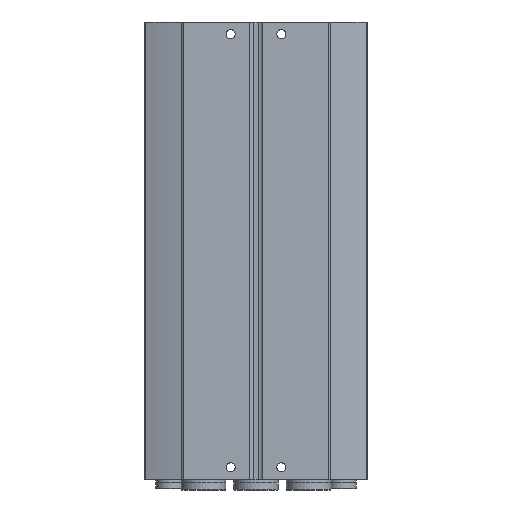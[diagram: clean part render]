
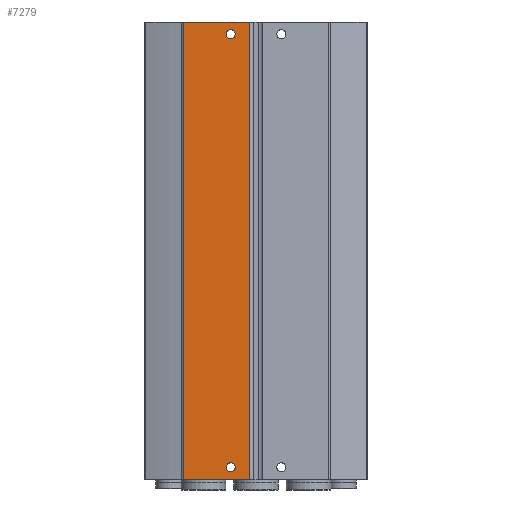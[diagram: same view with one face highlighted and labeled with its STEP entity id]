
A CAD part, front view. The second image highlights one B-rep face of the part: STEP entity #7279.
In plain terms, the highlighted planar face has unit normal (0, -1, 0).
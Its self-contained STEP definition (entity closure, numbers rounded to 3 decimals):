
#353=PLANE('',#7851);
#601=CIRCLE('',#7852,2.25);
#602=CIRCLE('',#7853,2.25);
#1157=ORIENTED_EDGE('',*,*,#2979,.F.);
#1158=ORIENTED_EDGE('',*,*,#2980,.F.);
#1159=ORIENTED_EDGE('',*,*,#2981,.F.);
#1160=ORIENTED_EDGE('',*,*,#2978,.F.);
#1161=ORIENTED_EDGE('',*,*,#2982,.T.);
#1162=ORIENTED_EDGE('',*,*,#2983,.T.);
#2978=EDGE_CURVE('',#3886,#3885,#4542,.T.);
#2979=EDGE_CURVE('',#3887,#3887,#601,.T.);
#2980=EDGE_CURVE('',#3888,#3888,#602,.T.);
#2981=EDGE_CURVE('',#3885,#3889,#4543,.T.);
#2982=EDGE_CURVE('',#3886,#3890,#4544,.T.);
#2983=EDGE_CURVE('',#3890,#3889,#4545,.T.);
#3885=VERTEX_POINT('',#11801);
#3886=VERTEX_POINT('',#11803);
#3887=VERTEX_POINT('',#11807);
#3888=VERTEX_POINT('',#11809);
#3889=VERTEX_POINT('',#11811);
#3890=VERTEX_POINT('',#11813);
#4542=LINE('',#11804,#4999);
#4543=LINE('',#11810,#5000);
#4544=LINE('',#11812,#5001);
#4545=LINE('',#11814,#5002);
#4999=VECTOR('',#8856,1000.);
#5000=VECTOR('',#8863,1000.);
#5001=VECTOR('',#8864,1000.);
#5002=VECTOR('',#8865,1000.);
#5471=EDGE_LOOP('',(#1157));
#5472=EDGE_LOOP('',(#1158));
#5473=EDGE_LOOP('',(#1159,#1160,#1161,#1162));
#6312=FACE_BOUND('',#5471,.T.);
#6313=FACE_BOUND('',#5472,.T.);
#6314=FACE_BOUND('',#5473,.T.);
#7279=ADVANCED_FACE('',(#6312,#6313,#6314),#353,.T.);
#7851=AXIS2_PLACEMENT_3D('',#11805,#8857,#8858);
#7852=AXIS2_PLACEMENT_3D('',#11806,#8859,#8860);
#7853=AXIS2_PLACEMENT_3D('',#11808,#8861,#8862);
#8856=DIRECTION('',(0.,0.,1.));
#8857=DIRECTION('',(0.,-1.,0.));
#8858=DIRECTION('',(0.,0.,-1.));
#8859=DIRECTION('',(0.,-1.,0.));
#8860=DIRECTION('',(0.,0.,-1.));
#8861=DIRECTION('',(0.,-1.,0.));
#8862=DIRECTION('',(0.,0.,-1.));
#8863=DIRECTION('',(1.,0.,0.));
#8864=DIRECTION('',(1.,0.,0.));
#8865=DIRECTION('',(0.,0.,1.));
#11801=CARTESIAN_POINT('',(-36.,0.,0.));
#11803=CARTESIAN_POINT('',(-36.,0.,-226.));
#11804=CARTESIAN_POINT('',(-36.,0.,-226.));
#11805=CARTESIAN_POINT('',(-36.,0.,-226.));
#11806=CARTESIAN_POINT('',(-12.5,0.,-220.));
#11807=CARTESIAN_POINT('',(-12.5,0.,-222.25));
#11808=CARTESIAN_POINT('',(-12.5,0.,-6.));
#11809=CARTESIAN_POINT('',(-12.5,0.,-8.25));
#11810=CARTESIAN_POINT('',(-36.,0.,0.));
#11811=CARTESIAN_POINT('',(-3.,0.,0.));
#11812=CARTESIAN_POINT('',(-36.,0.,-226.));
#11813=CARTESIAN_POINT('',(-3.,0.,-226.));
#11814=CARTESIAN_POINT('',(-3.,0.,-226.));
